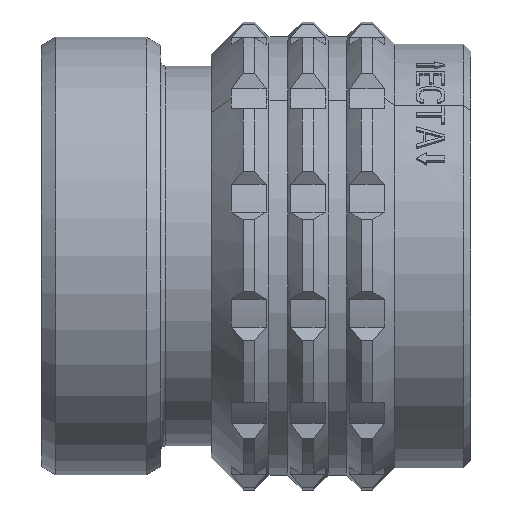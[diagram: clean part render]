
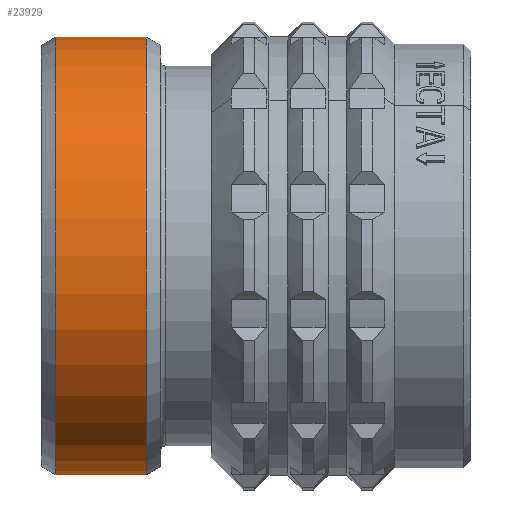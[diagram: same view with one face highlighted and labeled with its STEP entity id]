
A CAD part, top view. The second image highlights one B-rep face of the part: STEP entity #23929.
In plain terms, the highlighted cylindrical face has radius 15.175 mm (diameter 30.35 mm), a partial arc.
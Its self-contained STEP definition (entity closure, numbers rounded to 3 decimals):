
#3441=CARTESIAN_POINT('',(1.,0.,0.));
#3442=DIRECTION('',(1.,0.,0.));
#3443=DIRECTION('',(0.,1.,0.));
#3444=AXIS2_PLACEMENT_3D('',#3441,#3442,#3443);
#3446=CARTESIAN_POINT('',(7.3,0.,0.));
#3447=DIRECTION('',(1.,0.,0.));
#3448=DIRECTION('',(0.,1.,0.));
#3449=AXIS2_PLACEMENT_3D('',#3446,#3447,#3448);
#3451=DIRECTION('',(-1.,0.,0.));
#3452=VECTOR('',#3451,6.3);
#3453=CARTESIAN_POINT('',(7.3,15.175,0.));
#3454=LINE('1586',#3453,#3452);
#3455=DIRECTION('',(-1.,0.,0.));
#3456=VECTOR('',#3455,6.3);
#3457=CARTESIAN_POINT('',(7.3,-15.175,0.));
#3458=LINE('1592',#3457,#3456);
#18891=CARTESIAN_POINT('',(7.3,15.175,0.));
#18893=VERTEX_POINT('',#18891);
#18894=CARTESIAN_POINT('',(1.,15.175,0.));
#18895=VERTEX_POINT('',#18894);
#18903=CARTESIAN_POINT('',(7.3,-15.175,0.));
#18905=VERTEX_POINT('',#18903);
#18906=CARTESIAN_POINT('',(1.,-15.175,0.));
#18907=VERTEX_POINT('',#18906);
#23915=CARTESIAN_POINT('',(-1.49,0.,0.));
#23916=DIRECTION('',(1.,0.,0.));
#23917=DIRECTION('',(0.,-1.,0.));
#23918=AXIS2_PLACEMENT_3D('',#23915,#23916,#23917);
#23919=CYLINDRICAL_SURFACE('278',#23918,15.175);
#23921=ORIENTED_EDGE('1586',*,*,#23920,.F.);
#23923=ORIENTED_EDGE('1605',*,*,#23922,.T.);
#23925=ORIENTED_EDGE('1592',*,*,#23924,.T.);
#23926=ORIENTED_EDGE('1606',*,*,#23901,.F.);
#23927=EDGE_LOOP('278',(#23921,#23923,#23925,#23926));
#23928=FACE_OUTER_BOUND('278',#23927,.F.);
#3445=CIRCLE('1606',#3444,15.175);
#3450=CIRCLE('1605',#3449,15.175);
#23901=EDGE_CURVE('1606',#18895,#18907,#3445,.T.);
#23920=EDGE_CURVE('1586',#18893,#18895,#3454,.T.);
#23922=EDGE_CURVE('1605',#18893,#18905,#3450,.T.);
#23924=EDGE_CURVE('1592',#18905,#18907,#3458,.T.);
#23929=ADVANCED_FACE('278',(#23928),#23919,.T.);
